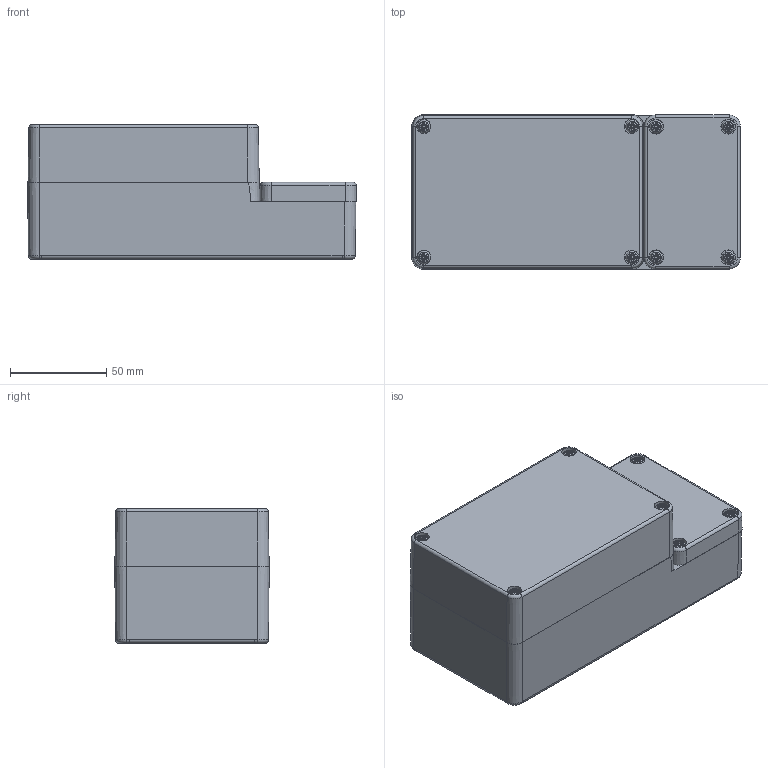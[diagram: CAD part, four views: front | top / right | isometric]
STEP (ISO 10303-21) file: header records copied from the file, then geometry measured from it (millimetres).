
FILE_DESCRIPTION(/* description */ (''),/* implementation_level */ '2;1');
FILE_NAME(/* name */ '0402109000-DUO-BOX_178070 - K_VE.stp',/* time_stamp */ '2016-07-19T13:33:11+02:00',/* author */ ('Robin.Rentz'),/* organization */ (''),/* preprocessor_version */ 'ST-DEVELOPER v15.6',/* originating_system */ 'Autodesk Inventor 2015',/* authorisation */ '');
FILE_SCHEMA (('AUTOMOTIVE_DESIGN { 1 0 10303 214 3 1 1 }'));
Length unit declared in the file: millimetre
Products named in the file (9): 0401103702-UT_178055-60-70_VE; 0302102501-OT_128030 - K_VE; 0401108821-Klemmraumdeckel_178055_VE; 1990000007 M4 Gewindebuchse; 1990000004 Schraube A2 BM4 x 28_19; 1990000003 Schrauben A2 BM4x45; xxx-O-Ring_Klemmraumdeckel_178055; xxx-O-Ring--OT--MBM-MBT_128030; 0402109000-DUO-BOX_178070 - K_VE
Bounding box: 170.94 x 80.3 x 70 mm (x, y, z)
Volume: 218778.2 mm3; surface area: 151847.6 mm2
Topology: 21 solids, 21 shells, 3016 faces, 7400 edges, 4502 vertices
Faces by surface type: plane 1168, cone 776, cylinder 700, torus 300, bspline 64, sphere 8
Full cylindrical faces by diameter (mm): 3.242 x8, 3.3 x8, 4 x8, 4.4 x8, 4.5 x8, 4.6 x8, 5 x8, 6.8 x8, 7 x8, 7.4 x4, 7.7 x4
Entity records: 36082 total; most frequent: CARTESIAN_POINT 7853, DIRECTION 6246, ORIENTED_EDGE 5626, EDGE_CURVE 2813, AXIS2_PLACEMENT_3D 2524, VERTEX_POINT 1787, EDGE_LOOP 1376, CIRCLE 1309
